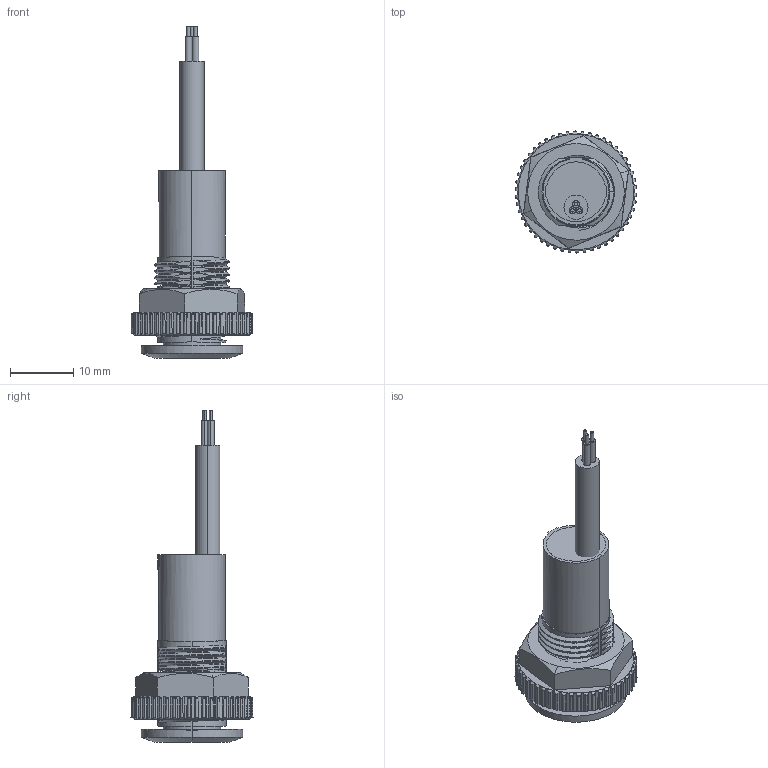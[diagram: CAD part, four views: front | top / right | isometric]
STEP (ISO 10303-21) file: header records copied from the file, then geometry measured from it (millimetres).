
FILE_DESCRIPTION (( 'STEP AP203' ), '1' );
FILE_NAME ('TB12_Receiver.STEP', '2019-10-17T13:26:31', ( 'USER' ), ( '' ), 'SwSTEP 2.0', 'SolidWorks 2019', '' );
FILE_SCHEMA (( 'CONFIG_CONTROL_DESIGN' ));
Length unit declared in the file: inch
Products named in the file (1): TB12_Receiver
Bounding box: 19.24 x 19.25 x 52.39 mm (x, y, z)
Surface area: 2985.6 mm2 (no closed solid volume)
Topology: 0 solids, 6 shells, 321 faces, 1004 edges, 690 vertices
Faces by surface type: plane 149, cone 111, bspline 35, cylinder 26
Entity records: 25421 total; most frequent: CARTESIAN_POINT 17783, ORIENTED_EDGE 1878, DIRECTION 1131, EDGE_CURVE 1004, VERTEX_POINT 690, B_SPLINE_CURVE_WITH_KNOTS 470, AXIS2_PLACEMENT_3D 449, EDGE_LOOP 345
